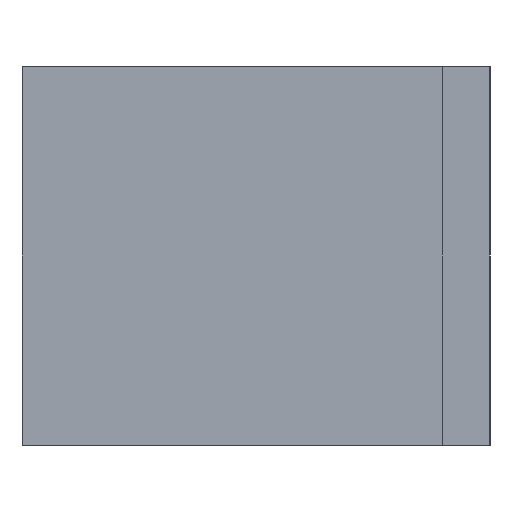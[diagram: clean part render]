
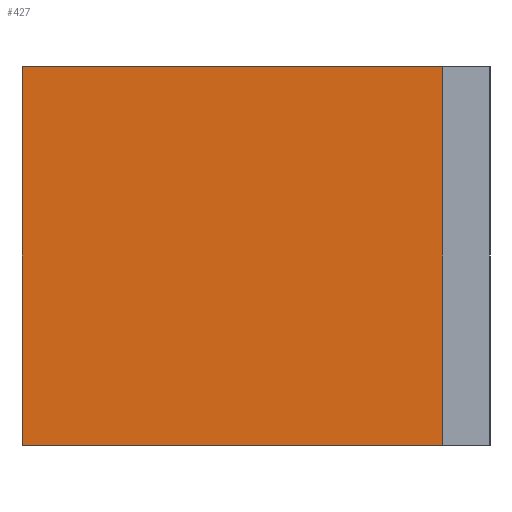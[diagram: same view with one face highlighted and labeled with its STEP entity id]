
A CAD part, left-side view. The second image highlights one B-rep face of the part: STEP entity #427.
In plain terms, the highlighted planar face has unit normal (-1, 0, 0).
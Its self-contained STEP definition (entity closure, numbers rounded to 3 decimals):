
#25=PLANE('',#484);
#55=FACE_OUTER_BOUND('',#79,.T.);
#79=EDGE_LOOP('',(#351,#352,#353,#354));
#103=LINE('',#734,#143);
#115=LINE('',#757,#155);
#116=LINE('',#760,#156);
#117=LINE('',#761,#157);
#143=VECTOR('',#546,10.);
#155=VECTOR('',#560,10.);
#156=VECTOR('',#563,10.);
#157=VECTOR('',#564,10.);
#211=VERTEX_POINT('',#731);
#212=VERTEX_POINT('',#733);
#222=VERTEX_POINT('',#755);
#223=VERTEX_POINT('',#759);
#259=EDGE_CURVE('',#211,#212,#103,.T.);
#271=EDGE_CURVE('',#211,#222,#115,.T.);
#272=EDGE_CURVE('',#223,#222,#116,.T.);
#273=EDGE_CURVE('',#212,#223,#117,.T.);
#351=ORIENTED_EDGE('',*,*,#271,.T.);
#352=ORIENTED_EDGE('',*,*,#272,.F.);
#353=ORIENTED_EDGE('',*,*,#273,.F.);
#354=ORIENTED_EDGE('',*,*,#259,.F.);
#427=ADVANCED_FACE('',(#55),#25,.T.);
#484=AXIS2_PLACEMENT_3D('',#758,#561,#562);
#546=DIRECTION('',(0.,1.,0.));
#560=DIRECTION('',(0.,0.,1.));
#561=DIRECTION('center_axis',(-1.,0.,0.));
#562=DIRECTION('ref_axis',(0.,-1.,0.));
#563=DIRECTION('',(0.,-1.,0.));
#564=DIRECTION('',(0.,0.,1.));
#731=CARTESIAN_POINT('',(-27.25,5.,-20.));
#733=CARTESIAN_POINT('',(-27.25,49.4,-20.));
#734=CARTESIAN_POINT('',(-27.25,49.4,-20.));
#755=CARTESIAN_POINT('',(-27.25,5.,20.));
#757=CARTESIAN_POINT('',(-27.25,5.,0.));
#758=CARTESIAN_POINT('Origin',(-27.25,49.4,0.));
#759=CARTESIAN_POINT('',(-27.25,49.4,20.));
#760=CARTESIAN_POINT('',(-27.25,49.4,20.));
#761=CARTESIAN_POINT('',(-27.25,49.4,0.));
